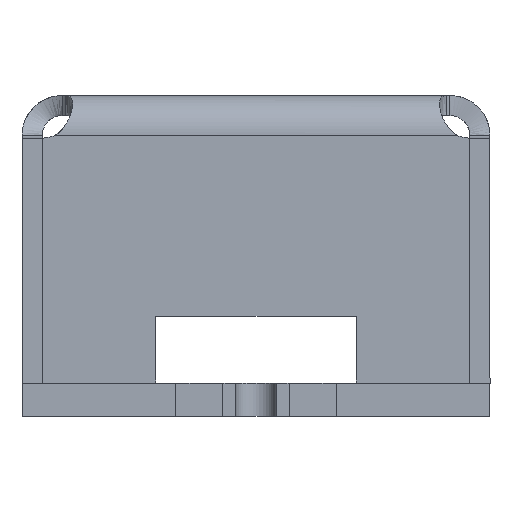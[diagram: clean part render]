
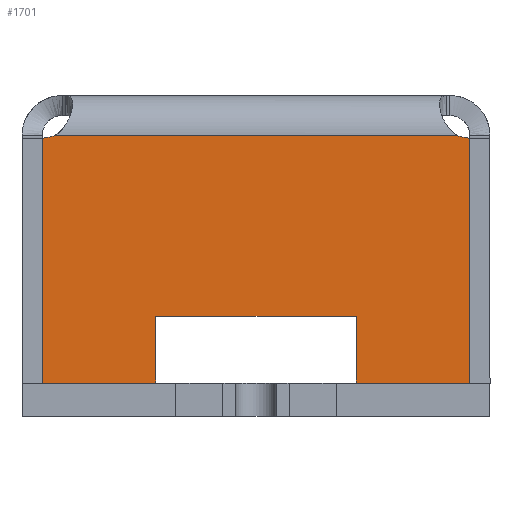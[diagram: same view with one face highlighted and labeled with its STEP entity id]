
A CAD part, left-side view. The second image highlights one B-rep face of the part: STEP entity #1701.
In plain terms, the highlighted planar face has unit normal (-1, 0, 0).
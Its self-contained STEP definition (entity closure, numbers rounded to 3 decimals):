
#1701=ADVANCED_FACE('',(#6412),#6414,.F.);
#6412=FACE_BOUND('',#6413,.T.);
#6413=EDGE_LOOP('',(#12130,#12131,#12132,#12133,#12134,#12135,#12136,#12137,#12138,
#12139,#12140,#12141,#12142,#12143));
#6414=PLANE('',#6415);
#6415=AXIS2_PLACEMENT_3D('',#6416,#6417,#6418);
#6416=CARTESIAN_POINT('',(-4.65,0.,4.8));
#6417=DIRECTION('',(1.,0.,0.));
#6418=DIRECTION('',(0.,0.,-1.));
#12130=ORIENTED_EDGE('',*,*,#14416,.F.);
#12131=ORIENTED_EDGE('',*,*,#14425,.F.);
#12132=ORIENTED_EDGE('',*,*,#14426,.T.);
#12133=ORIENTED_EDGE('',*,*,#14334,.T.);
#12134=ORIENTED_EDGE('',*,*,#14427,.F.);
#12135=ORIENTED_EDGE('',*,*,#14428,.F.);
#12136=ORIENTED_EDGE('',*,*,#14429,.T.);
#12137=ORIENTED_EDGE('',*,*,#14340,.T.);
#12138=ORIENTED_EDGE('',*,*,#14430,.F.);
#12139=ORIENTED_EDGE('',*,*,#14431,.F.);
#12140=ORIENTED_EDGE('',*,*,#14432,.F.);
#12141=ORIENTED_EDGE('',*,*,#14433,.T.);
#12142=ORIENTED_EDGE('',*,*,#14423,.F.);
#12143=ORIENTED_EDGE('',*,*,#14434,.F.);
#14334=EDGE_CURVE('',#16240,#16237,#16241,.T.);
#14340=EDGE_CURVE('',#16246,#16250,#16252,.T.);
#14416=EDGE_CURVE('',#16379,#16381,#16382,.T.);
#14423=EDGE_CURVE('',#16392,#16394,#16395,.T.);
#14425=EDGE_CURVE('',#16397,#16379,#16398,.T.);
#14426=EDGE_CURVE('',#16397,#16240,#16399,.T.);
#14427=EDGE_CURVE('',#16400,#16237,#16401,.T.);
#14428=EDGE_CURVE('',#16402,#16400,#16403,.T.);
#14429=EDGE_CURVE('',#16402,#16246,#16404,.T.);
#14430=EDGE_CURVE('',#16405,#16250,#16406,.T.);
#14431=EDGE_CURVE('',#16407,#16405,#16408,.T.);
#14432=EDGE_CURVE('',#16409,#16407,#16410,.T.);
#14433=EDGE_CURVE('',#16409,#16394,#16411,.T.);
#14434=EDGE_CURVE('',#16381,#16392,#16412,.T.);
#16237=VERTEX_POINT('',#21901);
#16240=VERTEX_POINT('',#21906);
#16241=LINE('',#21907,#21908);
#16246=VERTEX_POINT('',#21918);
#16250=VERTEX_POINT('',#21926);
#16252=LINE('',#21930,#21931);
#16379=VERTEX_POINT('',#22347);
#16381=VERTEX_POINT('',#22368);
#16382=LINE('',#22369,#22370);
#16392=VERTEX_POINT('',#22437);
#16394=VERTEX_POINT('',#22441);
#16395=LINE('',#22442,#22443);
#16397=VERTEX_POINT('',#22448);
#16398=CIRCLE('',#22449,0.45);
#16399=LINE('',#22453,#22454);
#16400=VERTEX_POINT('',#22456);
#16401=LINE('',#22457,#22458);
#16402=VERTEX_POINT('',#22460);
#16403=LINE('',#22461,#22462);
#16404=LINE('',#22464,#22465);
#16405=VERTEX_POINT('',#22467);
#16406=LINE('',#22468,#22469);
#16407=VERTEX_POINT('',#22471);
#16408=LINE('',#22472,#22473);
#16409=VERTEX_POINT('',#22475);
#16410=LINE('',#22476,#22477);
#16411=LINE('',#22479,#22480);
#16412=CIRCLE('',#22482,0.45);
#21901=CARTESIAN_POINT('',(-4.65,2.5,0.5));
#21906=CARTESIAN_POINT('',(-4.65,3.193,0.5));
#21907=CARTESIAN_POINT('',(-4.65,3.193,0.5));
#21908=VECTOR('',#21909,1.);
#21909=DIRECTION('',(0.,-1.,0.));
#21918=CARTESIAN_POINT('',(-4.65,2.1,0.5));
#21926=CARTESIAN_POINT('',(-4.65,1.5,0.5));
#21930=CARTESIAN_POINT('',(-4.65,2.1,0.5));
#21931=VECTOR('',#21932,1.);
#21932=DIRECTION('',(0.,-1.,0.));
#22347=CARTESIAN_POINT('',(-4.65,3.016,4.2));
#22368=CARTESIAN_POINT('',(-4.65,-3.016,4.2));
#22369=CARTESIAN_POINT('',(-4.65,3.016,4.2));
#22370=VECTOR('',#22371,1.);
#22371=DIRECTION('',(0.,-1.,0.));
#22437=CARTESIAN_POINT('',(-4.65,-3.193,4.164));
#22441=CARTESIAN_POINT('',(-4.65,-3.193,0.5));
#22442=CARTESIAN_POINT('',(-4.65,-3.193,4.164));
#22443=VECTOR('',#22444,1.);
#22444=DIRECTION('',(0.,0.,-1.));
#22448=CARTESIAN_POINT('',(-4.65,3.193,4.164));
#22449=AXIS2_PLACEMENT_3D('',#22450,#22451,#22452);
#22450=CARTESIAN_POINT('',(-4.65,3.193,4.614));
#22451=DIRECTION('',(-1.,0.,0.));
#22452=DIRECTION('',(0.,0.,-1.));
#22453=CARTESIAN_POINT('',(-4.65,3.193,4.164));
#22454=VECTOR('',#22455,1.);
#22455=DIRECTION('',(0.,0.,-1.));
#22456=CARTESIAN_POINT('',(-4.65,2.5,0.2));
#22457=CARTESIAN_POINT('',(-4.65,2.5,0.2));
#22458=VECTOR('',#22459,1.);
#22459=DIRECTION('',(0.,0.,1.));
#22460=CARTESIAN_POINT('',(-4.65,2.1,0.2));
#22461=CARTESIAN_POINT('',(-4.65,2.1,0.2));
#22462=VECTOR('',#22463,1.);
#22463=DIRECTION('',(0.,1.,0.));
#22464=CARTESIAN_POINT('',(-4.65,2.1,0.2));
#22465=VECTOR('',#22466,1.);
#22466=DIRECTION('',(0.,0.,1.));
#22467=CARTESIAN_POINT('',(-4.65,1.5,1.5));
#22468=CARTESIAN_POINT('',(-4.65,1.5,1.5));
#22469=VECTOR('',#22470,1.);
#22470=DIRECTION('',(0.,0.,-1.));
#22471=CARTESIAN_POINT('',(-4.65,-1.5,1.5));
#22472=CARTESIAN_POINT('',(-4.65,-1.5,1.5));
#22473=VECTOR('',#22474,1.);
#22474=DIRECTION('',(0.,1.,0.));
#22475=CARTESIAN_POINT('',(-4.65,-1.5,0.5));
#22476=CARTESIAN_POINT('',(-4.65,-1.5,0.5));
#22477=VECTOR('',#22478,1.);
#22478=DIRECTION('',(0.,0.,1.));
#22479=CARTESIAN_POINT('',(-4.65,-1.5,0.5));
#22480=VECTOR('',#22481,1.);
#22481=DIRECTION('',(0.,-1.,0.));
#22482=AXIS2_PLACEMENT_3D('',#22483,#22484,#22485);
#22483=CARTESIAN_POINT('',(-4.65,-3.193,4.614));
#22484=DIRECTION('',(-1.,0.,0.));
#22485=DIRECTION('',(0.,0.392,-0.92));
